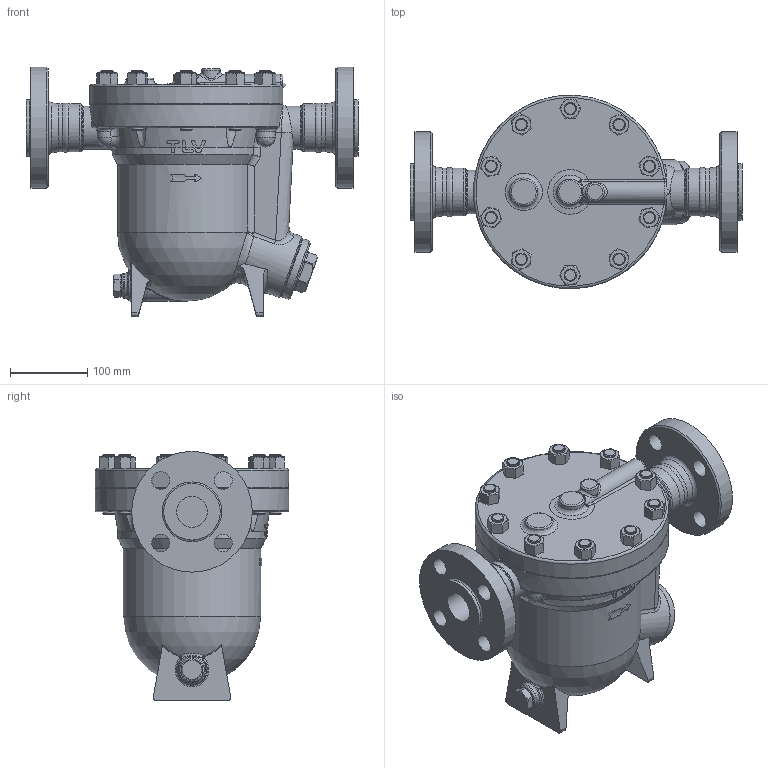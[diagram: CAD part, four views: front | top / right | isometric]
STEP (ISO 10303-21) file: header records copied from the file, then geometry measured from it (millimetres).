
FILE_DESCRIPTION((''),'2;1');
FILE_NAME('j72rx-040-a0600-00.stp','2010-08-24T16:29:37',('nakaot'),(''),'Autodesk Inventor 2008','Autodesk Inventor 2008','');
FILE_SCHEMA(('AUTOMOTIVE_DESIGN { 1 0 10303 214 1 1 1 1 }'));
Length unit declared in the file: millimetre
Products named in the file (1): j72rx-040-a0600-00
Bounding box: 429 x 250 x 322 mm (x, y, z)
Volume: 9993559.8 mm3; surface area: 522651.5 mm2
Topology: 5 solids, 5 shells, 508 faces, 1209 edges, 748 vertices
Faces by surface type: plane 165, bspline 116, cone 108, cylinder 102, torus 13, sphere 4
Full cylindrical faces by diameter (mm): 13.835 x2, 16 x25, 23 x4, 24 x1, 26 x1, 32 x1, 40 x1, 56 x2, 62 x3, 73 x1, 78 x1, 80 x1, 84 x1, 150 x1, 156 x1, 250 x2
Entity records: 23880 total; most frequent: CARTESIAN_POINT 13733, ORIENTED_EDGE 2104, DIRECTION 1882, EDGE_CURVE 1052, AXIS2_PLACEMENT_3D 818, VERTEX_POINT 717, EDGE_LOOP 707, FACE_OUTER_BOUND 508
